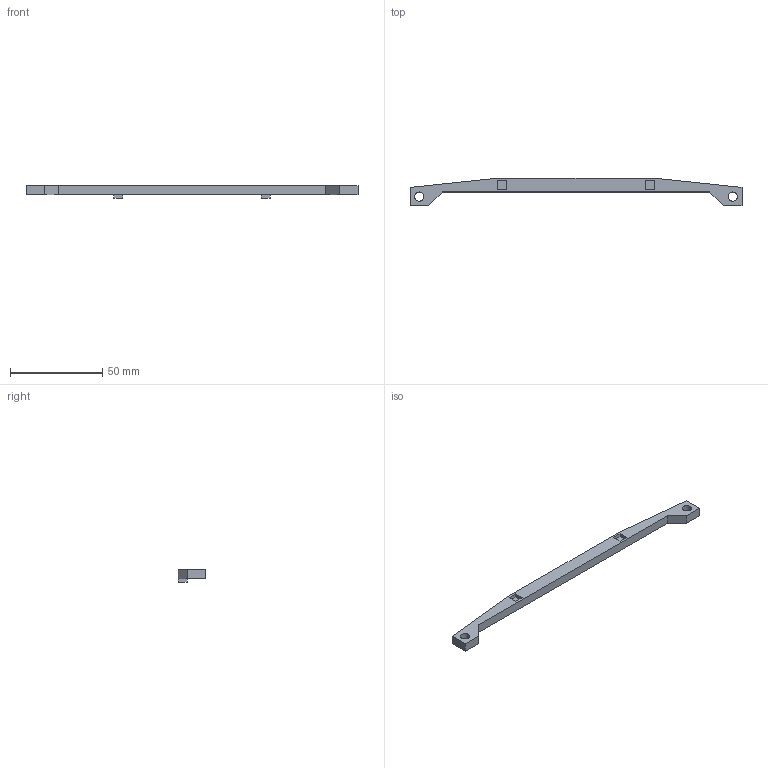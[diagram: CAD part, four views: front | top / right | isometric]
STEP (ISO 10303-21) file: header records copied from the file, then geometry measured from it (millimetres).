
FILE_DESCRIPTION (( 'STEP AP214' ), '1' );
FILE_NAME ('Camry_Stereo_AttachmentThing.STEP', '2025-03-15T18:53:12', ( '' ), ( '' ), 'SwSTEP 2.0', 'SolidWorks 2024', '' );
FILE_SCHEMA (( 'AUTOMOTIVE_DESIGN' ));
Length unit declared in the file: millimetre
Products named in the file (1): Camry_Stereo_AttachmentThing
Bounding box: 180 x 15 x 7 mm (x, y, z)
Volume: 6389.6 mm3; surface area: 4806.5 mm2
Topology: 1 solids, 1 shells, 36 faces, 90 edges, 60 vertices
Faces by surface type: plane 32, cylinder 4
Entity records: 1093 total; most frequent: CARTESIAN_POINT 187, ORIENTED_EDGE 180, DIRECTION 172, EDGE_CURVE 90, VECTOR 82, LINE 82, VERTEX_POINT 60, AXIS2_PLACEMENT_3D 45
